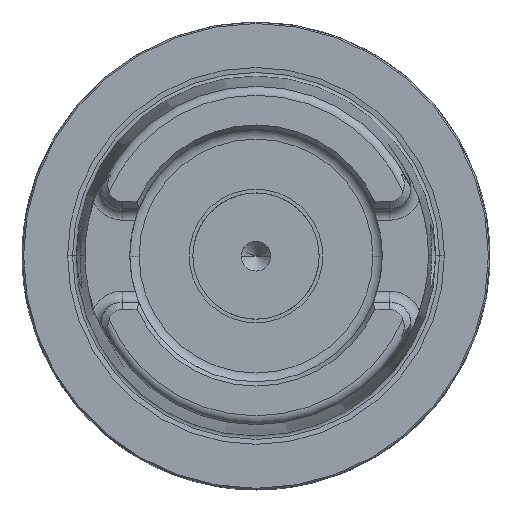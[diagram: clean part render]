
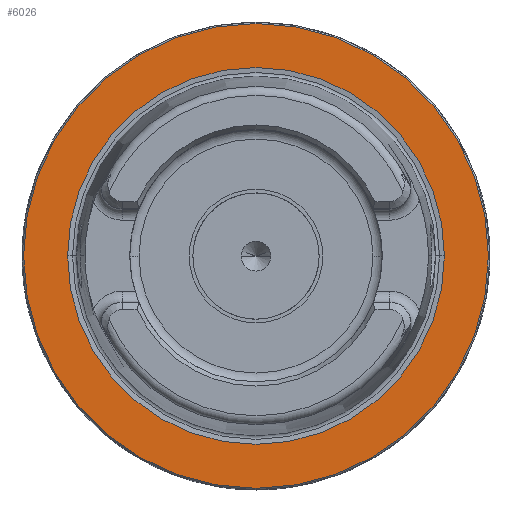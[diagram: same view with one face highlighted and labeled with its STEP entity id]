
A CAD part, top view. The second image highlights one B-rep face of the part: STEP entity #6026.
In plain terms, the highlighted planar face has unit normal (0, 0, 1).
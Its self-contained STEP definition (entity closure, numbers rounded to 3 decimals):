
#1787=CARTESIAN_POINT('',(0.,0.,0.));
#1788=DIRECTION('',(0.,0.,1.));
#1789=DIRECTION('',(1.,0.,0.));
#1790=AXIS2_PLACEMENT_3D('',#1787,#1788,#1789);
#1803=CARTESIAN_POINT('',(0.,0.,0.));
#1804=DIRECTION('',(0.,0.,-1.));
#1805=DIRECTION('',(1.,0.,0.));
#1806=AXIS2_PLACEMENT_3D('',#1803,#1804,#1805);
#1825=CARTESIAN_POINT('',(0.,0.,0.));
#1826=DIRECTION('',(0.,0.,1.));
#1827=DIRECTION('',(1.,0.,0.));
#1828=AXIS2_PLACEMENT_3D('',#1825,#1826,#1827);
#4394=CARTESIAN_POINT('',(0.,0.,0.));
#4395=DIRECTION('',(0.,0.,-1.));
#4396=DIRECTION('',(1.,0.,0.));
#4397=AXIS2_PLACEMENT_3D('',#4394,#4395,#4396);
#4424=CARTESIAN_POINT('',(25.374,0.,0.));
#4426=VERTEX_POINT('',#4424);
#4436=CARTESIAN_POINT('',(-25.374,0.,0.));
#4438=VERTEX_POINT('',#4436);
#4672=CARTESIAN_POINT('',(31.3,0.,0.));
#4673=CARTESIAN_POINT('',(-31.3,0.,0.));
#4674=VERTEX_POINT('',#4672);
#4675=VERTEX_POINT('',#4673);
#6010=CARTESIAN_POINT('',(0.,0.,0.));
#6011=DIRECTION('',(0.,0.,-1.));
#6012=DIRECTION('',(-1.,0.,0.));
#6013=AXIS2_PLACEMENT_3D('',#6010,#6011,#6012);
#6014=PLANE('',#6013);
#6015=ORIENTED_EDGE('',*,*,#6000,.F.);
#6017=ORIENTED_EDGE('',*,*,#6016,.T.);
#6018=EDGE_LOOP('',(#6015,#6017));
#6019=FACE_OUTER_BOUND('',#6018,.F.);
#6021=ORIENTED_EDGE('',*,*,#6020,.F.);
#6023=ORIENTED_EDGE('',*,*,#6022,.T.);
#6024=EDGE_LOOP('',(#6021,#6023));
#6025=FACE_BOUND('',#6024,.F.);
#1791=CIRCLE('',#1790,31.3);
#1807=CIRCLE('',#1806,25.374);
#1829=CIRCLE('',#1828,25.374);
#4398=CIRCLE('',#4397,31.3);
#6000=EDGE_CURVE('',#4674,#4675,#1791,.T.);
#6016=EDGE_CURVE('',#4674,#4675,#4398,.T.);
#6020=EDGE_CURVE('',#4426,#4438,#1807,.T.);
#6022=EDGE_CURVE('',#4426,#4438,#1829,.T.);
#6026=ADVANCED_FACE('',(#6019,#6025),#6014,.F.);
